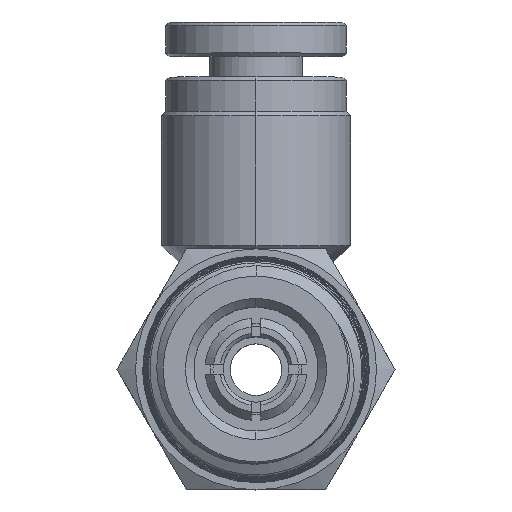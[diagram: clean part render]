
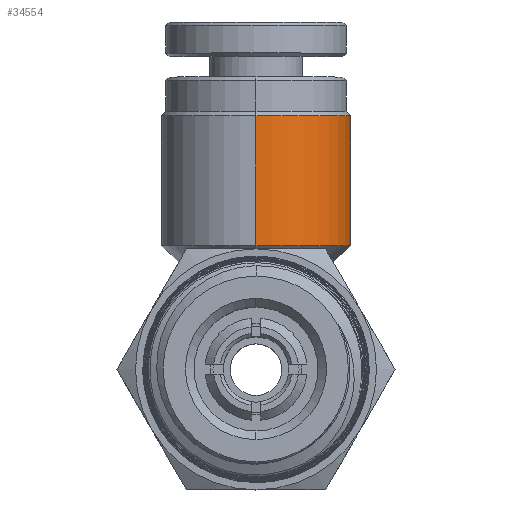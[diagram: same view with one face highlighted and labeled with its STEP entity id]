
A CAD part, top view. The second image highlights one B-rep face of the part: STEP entity #34554.
In plain terms, the highlighted cylindrical face has radius 5.5 mm (diameter 11 mm), a partial arc.
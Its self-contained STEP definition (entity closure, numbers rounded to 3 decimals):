
#161 = EDGE_CURVE ( 'NONE', #30738, #13660, #39631, .T. ) ;
#730 = ORIENTED_EDGE ( 'NONE', *, *, #1156, .T. ) ;
#1080 = VECTOR ( 'NONE', #4869, 1000. ) ;
#1156 = EDGE_CURVE ( 'NONE', #13660, #16091, #21503, .T. ) ;
#4869 = DIRECTION ( 'NONE',  ( 0., -1., 0. ) ) ;
#5349 = EDGE_LOOP ( 'NONE', ( #6937, #730, #12571, #7234 ) ) ;
#5601 = CARTESIAN_POINT ( 'NONE',  ( 0., 17., -0.2 ) ) ;
#6937 = ORIENTED_EDGE ( 'NONE', *, *, #161, .T. ) ;
#7234 = ORIENTED_EDGE ( 'NONE', *, *, #37267, .F. ) ;
#8792 = DIRECTION ( 'NONE',  ( 0., -1., 0. ) ) ;
#11630 = DIRECTION ( 'NONE',  ( 0., 1., 0. ) ) ;
#12571 = ORIENTED_EDGE ( 'NONE', *, *, #39189, .T. ) ;
#13537 = CARTESIAN_POINT ( 'NONE',  ( 0., 14.75, -0.2 ) ) ;
#13660 = VERTEX_POINT ( 'NONE', #13537 ) ;
#15201 = CARTESIAN_POINT ( 'NONE',  ( 0., 7.2, -11.2 ) ) ;
#16091 = VERTEX_POINT ( 'NONE', #26916 ) ;
#16155 = VECTOR ( 'NONE', #17914, 1000. ) ;
#17914 = DIRECTION ( 'NONE',  ( 0., -1., 0. ) ) ;
#18795 = CARTESIAN_POINT ( 'NONE',  ( 0., 14.75, -11.2 ) ) ;
#19123 = CYLINDRICAL_SURFACE ( 'NONE', #39358, 5.5 ) ;
#20278 = AXIS2_PLACEMENT_3D ( 'NONE', #27307, #8792, #30342 ) ;
#21503 = LINE ( 'NONE', #5601, #1080 ) ;
#21554 = AXIS2_PLACEMENT_3D ( 'NONE', #30083, #11630, #33145 ) ;
#22091 = CARTESIAN_POINT ( 'NONE',  ( 0., 17., -5.7 ) ) ;
#22974 = FACE_OUTER_BOUND ( 'NONE', #5349, .T. ) ;
#26916 = CARTESIAN_POINT ( 'NONE',  ( 0., 7.2, -0.2 ) ) ;
#27307 = CARTESIAN_POINT ( 'NONE',  ( 0., 14.75, -5.7 ) ) ;
#30083 = CARTESIAN_POINT ( 'NONE',  ( 0., 7.2, -5.7 ) ) ;
#30342 = DIRECTION ( 'NONE',  ( 0., 0., 1. ) ) ;
#30738 = VERTEX_POINT ( 'NONE', #18795 ) ;
#31103 = DIRECTION ( 'NONE',  ( 0., -1., 0. ) ) ;
#32910 = CIRCLE ( 'NONE', #21554, 5.5 ) ;
#33145 = DIRECTION ( 'NONE',  ( 0., 0., 1. ) ) ;
#33264 = CARTESIAN_POINT ( 'NONE',  ( 0., 17., -11.2 ) ) ;
#34317 = DIRECTION ( 'NONE',  ( 0., 0., -1. ) ) ;
#34554 = ADVANCED_FACE ( 'NONE', ( #22974 ), #19123, .T. ) ;
#37267 = EDGE_CURVE ( 'NONE', #30738, #38087, #39529, .T. ) ;
#38087 = VERTEX_POINT ( 'NONE', #15201 ) ;
#39189 = EDGE_CURVE ( 'NONE', #16091, #38087, #32910, .T. ) ;
#39358 = AXIS2_PLACEMENT_3D ( 'NONE', #22091, #31103, #34317 ) ;
#39529 = LINE ( 'NONE', #33264, #16155 ) ;
#39631 = CIRCLE ( 'NONE', #20278, 5.5 ) ;
